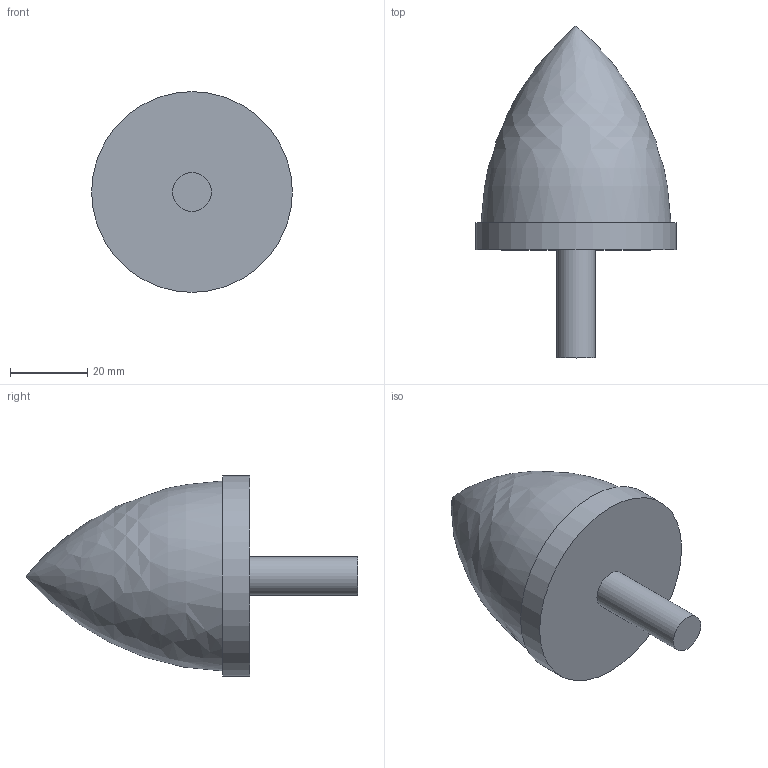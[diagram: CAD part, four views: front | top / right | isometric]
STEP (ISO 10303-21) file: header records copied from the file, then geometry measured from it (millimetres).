
FILE_DESCRIPTION((''),'2;1');
FILE_NAME('SL8602S.ipt.step','2007-09-10T15:14:34',(''),(''),'Autodesk Inventor 11','Autodesk Inventor 11','');
FILE_SCHEMA(('AUTOMOTIVE_DESIGN { 1 0 10303 214 1 1 1 1 }'));
Length unit declared in the file: millimetre
Products named in the file (1): SL8602S
Bounding box: 52 x 86 x 52 mm (x, y, z)
Volume: 70704.1 mm3; surface area: 10231.3 mm2
Topology: 1 solids, 1 shells, 6 faces, 10 edges, 7 vertices
Faces by surface type: plane 3, cylinder 2, bspline 1
Full cylindrical faces by diameter (mm): 10 x1, 52 x1
Entity records: 159 total; most frequent: CARTESIAN_POINT 43, DIRECTION 22, AXIS2_PLACEMENT_3D 11, ORIENTED_EDGE 10, EDGE_LOOP 10, FACE_OUTER_BOUND 6, ADVANCED_FACE 6, VERTEX_POINT 5
